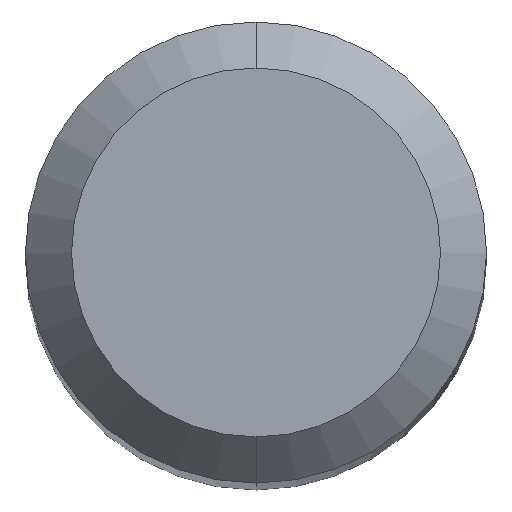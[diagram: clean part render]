
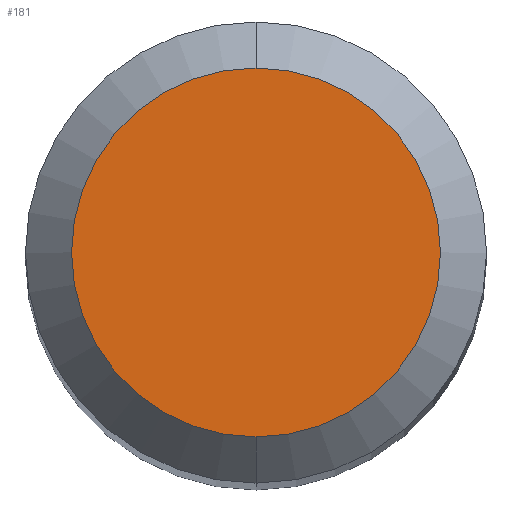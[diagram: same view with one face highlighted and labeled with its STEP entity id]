
A CAD part, top view. The second image highlights one B-rep face of the part: STEP entity #181.
In plain terms, the highlighted planar face has unit normal (0, 0, 1).
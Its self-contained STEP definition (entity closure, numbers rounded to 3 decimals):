
#157=EDGE_CURVE('',#223,#207,#313,.T.);
#181=ADVANCED_FACE('',(#339),#340,.T.);
#203=EDGE_CURVE('',#207,#223,#367,.T.);
#207=VERTEX_POINT('',#371);
#223=VERTEX_POINT('',#390);
#313=CIRCLE('',#489,1.2);
#339=FACE_OUTER_BOUND('',#528,.T.);
#340=PLANE('',#529);
#367=CIRCLE('',#561,1.2);
#371=CARTESIAN_POINT('',(0.,-1.2,0.0));
#390=CARTESIAN_POINT('',(0.0,1.2,0.0));
#489=AXIS2_PLACEMENT_3D('',#662,#663,#664);
#528=EDGE_LOOP('',(#695,#696));
#529=AXIS2_PLACEMENT_3D('',#697,#698,#699);
#561=AXIS2_PLACEMENT_3D('',#745,#746,#747);
#662=CARTESIAN_POINT('',(0.0,0.0,0.0));
#663=DIRECTION('',(0.0,0.0,-1.0));
#664=DIRECTION('',(0.0,1.0,0.0));
#695=ORIENTED_EDGE('',*,*,#157,.F.);
#696=ORIENTED_EDGE('',*,*,#203,.F.);
#697=CARTESIAN_POINT('',(0.0,0.6,0.0));
#698=DIRECTION('',(-0.0,0.0,1.0));
#699=DIRECTION('',(0.0,-1.0,0.0));
#745=CARTESIAN_POINT('',(0.0,0.0,0.0));
#746=DIRECTION('',(0.0,0.0,-1.0));
#747=DIRECTION('',(0.0,1.0,0.0));
